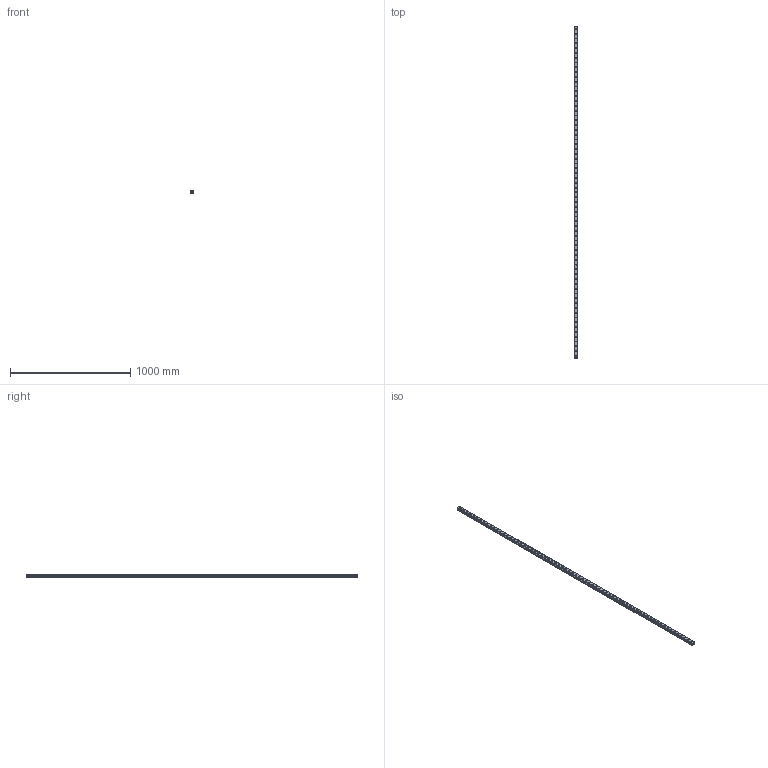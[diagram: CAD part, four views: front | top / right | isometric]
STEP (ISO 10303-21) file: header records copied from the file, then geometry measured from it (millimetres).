
FILE_DESCRIPTION(('STEP AP214'),'1');
FILE_NAME('cctmp_52D81746-1747-4483-B4EE-3B1B23D9829B_2021_03_11_14_42_15_0428..stp','2021-03-11T13:42:15',('HIWIN GmbH'),('CADClick - www.CADClick.com'),'Spatial InterOp 3D',' ','unknown authorization');
FILE_SCHEMA(('AUTOMOTIVE_DESIGN'));
Length unit declared in the file: millimetre
Products named in the file (1): RGR30R2760H_FILE
Bounding box: 28 x 2760 x 28 mm (x, y, z)
Volume: 1583864.5 mm3; surface area: 409458.8 mm2
Topology: 1 solids, 1 shells, 736 faces, 1569 edges, 1046 vertices
Faces by surface type: cylinder 432, plane 304
Entity records: 26169 total; most frequent: DIRECTION 3907, CARTESIAN_POINT 3352, ORIENTED_EDGE 3138, AXIS2_PLACEMENT_3D 1601, EDGE_CURVE 1569, VERTEX_POINT 1046, EDGE_LOOP 947, CIRCLE 864
